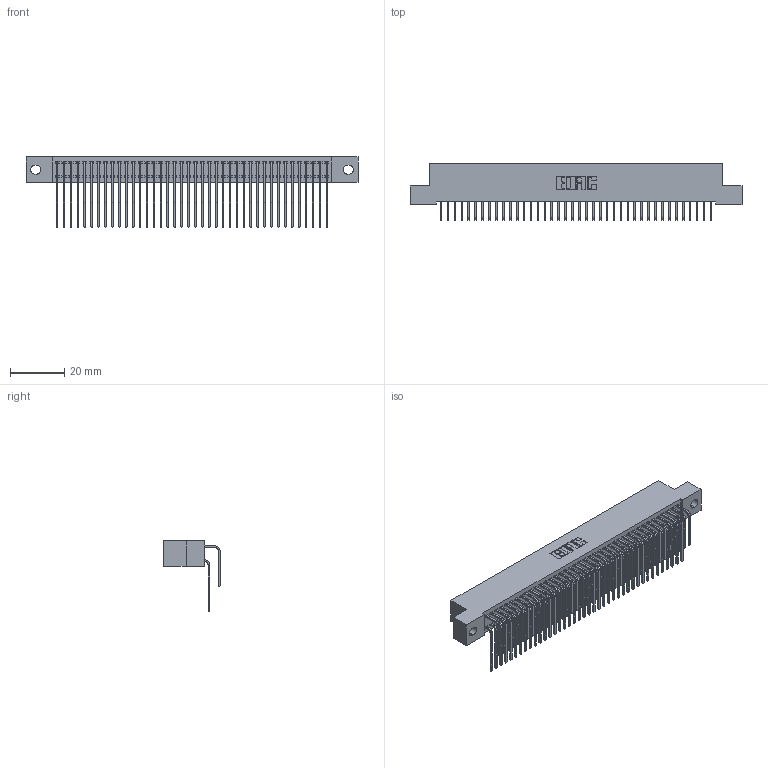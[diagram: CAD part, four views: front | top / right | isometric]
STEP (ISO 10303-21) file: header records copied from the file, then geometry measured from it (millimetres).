
FILE_DESCRIPTION (( 'STEP AP203' ), '1' );
FILE_NAME ('392-080-559-202.STEP', '2018-08-18T03:17:04', ( '' ), ( '' ), 'SwSTEP 2.0', 'SolidWorks 2016', '' );
FILE_SCHEMA (( 'CONFIG_CONTROL_DESIGN' ));
Length unit declared in the file: inch
Products named in the file (4): 342 Part_.128 Slot; 345-292-001_558 559 Tail - 1; 345-292-001_559 Tail - 2; 392-080-559-202
Assembly tree (81 placements, depth 2):
  392-080-559-202
    342 Part_.128 Slot
    345-292-001_558 559 Tail - 1  x40
    345-292-001_559 Tail - 2  x40
Bounding box: 121.92 x 20.64 x 25.78 mm (x, y, z)
Volume: 11354.4 mm3; surface area: 20280 mm2
Topology: 81 solids, 81 shells, 4434 faces, 13191 edges, 8686 vertices
Faces by surface type: plane 3110, cylinder 1324
Entity records: 27779 total; most frequent: CARTESIAN_POINT 4657, ORIENTED_EDGE 4542, DIRECTION 3963, EDGE_CURVE 2271, LINE 2103, VECTOR 2103, VERTEX_POINT 1510, AXIS2_PLACEMENT_3D 930
